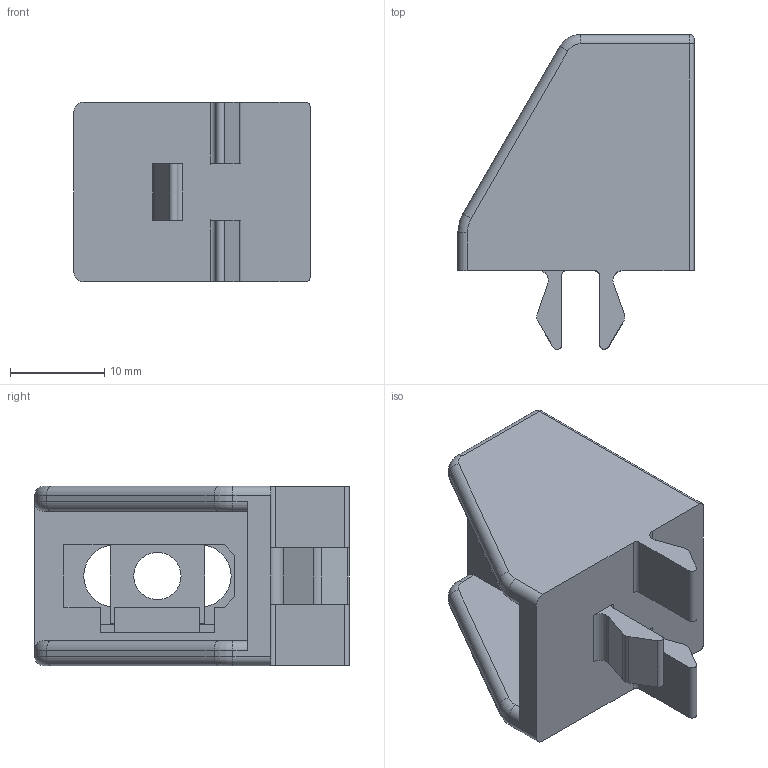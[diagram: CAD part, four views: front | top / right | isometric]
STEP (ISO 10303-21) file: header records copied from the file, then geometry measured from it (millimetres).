
FILE_DESCRIPTION (( 'STEP AP214' ), '1' );
FILE_NAME ('094020CLIPM6.STEP', '2015-05-18T11:39:15', ( 'Admin' ), ( 'Hewlett-Packard Company' ), 'SwSTEP 2.0', 'SolidWorks 2014', '' );
FILE_SCHEMA (( 'AUTOMOTIVE_DESIGN' ));
Length unit declared in the file: millimetre
Products named in the file (3): 340me320_340me320; 094020CLIPM6; 094020CLIP_094020CLIPM6
Assembly tree (2 placements, depth 2):
  094020CLIPM6
    094020CLIP_094020CLIPM6
    340me320_340me320
Bounding box: 25 x 33.32 x 19 mm (x, y, z)
Volume: 5520.2 mm3; surface area: 4622.2 mm2
Topology: 2 solids, 2 shells, 107 faces, 285 edges, 182 vertices
Faces by surface type: plane 59, cylinder 38, torus 10
Full cylindrical faces by diameter (mm): 2 x2, 5 x1
Entity records: 3427 total; most frequent: DIRECTION 588, CARTESIAN_POINT 582, ORIENTED_EDGE 560, EDGE_CURVE 280, AXIS2_PLACEMENT_3D 198, LINE 192, VECTOR 192, VERTEX_POINT 180
